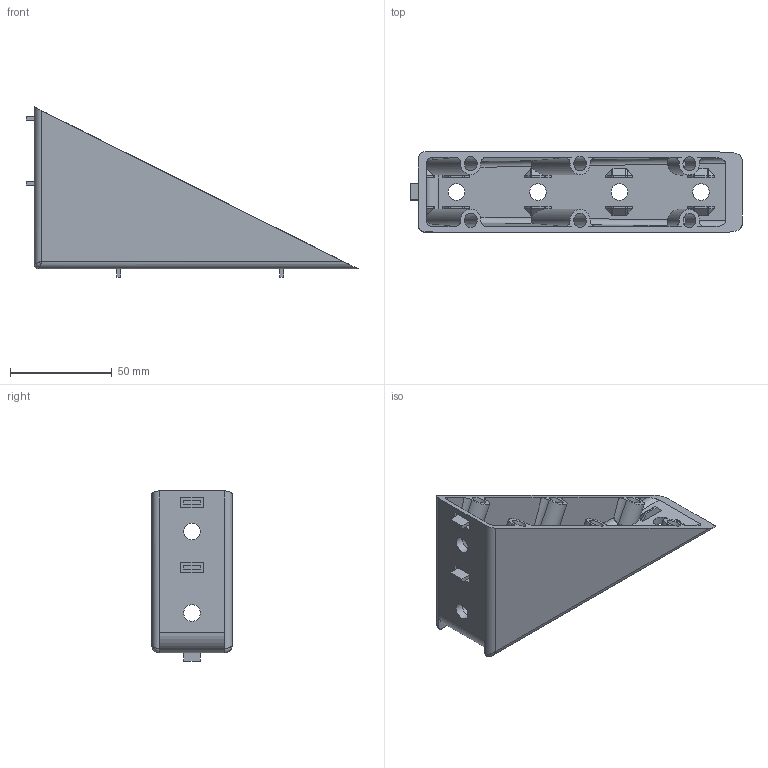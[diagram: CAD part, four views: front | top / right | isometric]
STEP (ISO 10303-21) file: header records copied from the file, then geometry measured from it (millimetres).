
FILE_DESCRIPTION( ('This file contains a STEP AP42 implementation' ,'as created by ZW3D STEP Interface translator.') ,'2;1' );
FILE_NAME( '310.5400A.01.stp' ,'23 214.1226 7', (''), ('ZWCAD Software Co.'), 'Version 1.0', 'ZW3D to STEP translator', '' );
FILE_SCHEMA(('AUTOMOTIVE_DESIGN { 1 0 10303 214 1 1 1 1 }'));
Length unit declared in the file: millimetre
Products named in the file (2): 0; 310.5400A.01
Bounding box: 163 x 39.4 x 83.5 mm (x, y, z)
Volume: 80699.7 mm3; surface area: 46892.2 mm2
Topology: 1 solids, 1 shells, 257 faces, 688 edges, 454 vertices
Faces by surface type: plane 157, cylinder 82, bspline 12, cone 6
Full cylindrical faces by diameter (mm): 8.2 x6
Entity records: 9604 total; most frequent: CARTESIAN_POINT 2971, ORIENTED_EDGE 1372, DIRECTION 1190, EDGE_CURVE 686, VERTEX_POINT 454, VECTOR 440, LINE 440, AXIS2_PLACEMENT_3D 375
